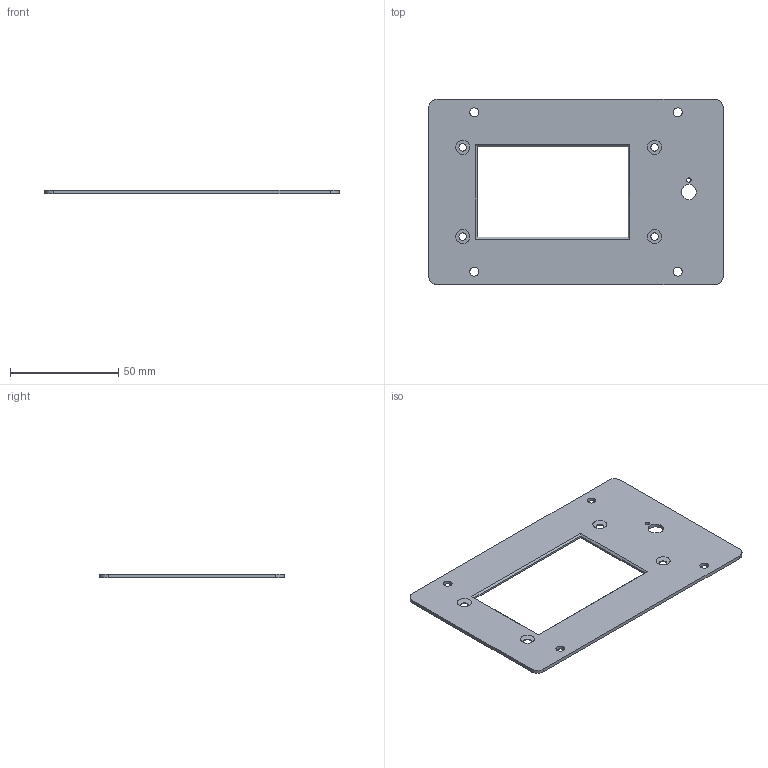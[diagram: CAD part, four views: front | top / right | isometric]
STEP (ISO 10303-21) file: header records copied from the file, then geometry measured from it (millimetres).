
FILE_DESCRIPTION(/* description */ (''),/* implementation_level */ '2;1');
FILE_NAME(/* name */ '5553f2ec-8a38-452c-a0cc-11f5e8a7434b.stp',/* time_stamp */ '2020-03-25T00:58:43+00:00',/* author */ (''),/* organization */ (''),/* preprocessor_version */ 'ST-DEVELOPER v18',/* originating_system */ 'Autodesk Translation Framework v8.12.0.6',/* authorisation */ '');
FILE_SCHEMA (('AUTOMOTIVE_DESIGN { 1 0 10303 214 3 1 1 }'));
Length unit declared in the file: inch
Products named in the file (2): Nextion Faceplate; Faceplate
Assembly tree (1 placements, depth 2):
  Nextion Faceplate
    Faceplate
Bounding box: 136 x 85.51 x 1.59 mm (x, y, z)
Volume: 13462.9 mm3; surface area: 18232 mm2
Topology: 1 solids, 1 shells, 32 faces, 82 edges, 52 vertices
Faces by surface type: plane 14, cylinder 10, cone 4, bspline 4
Full cylindrical faces by diameter (mm): 2 x1, 3.454 x4, 4.064 x4, 7 x1
Entity records: 1185 total; most frequent: CARTESIAN_POINT 317, ORIENTED_EDGE 164, DIRECTION 160, EDGE_CURVE 82, AXIS2_PLACEMENT_3D 55, EDGE_LOOP 54, VERTEX_POINT 52, LINE 50
